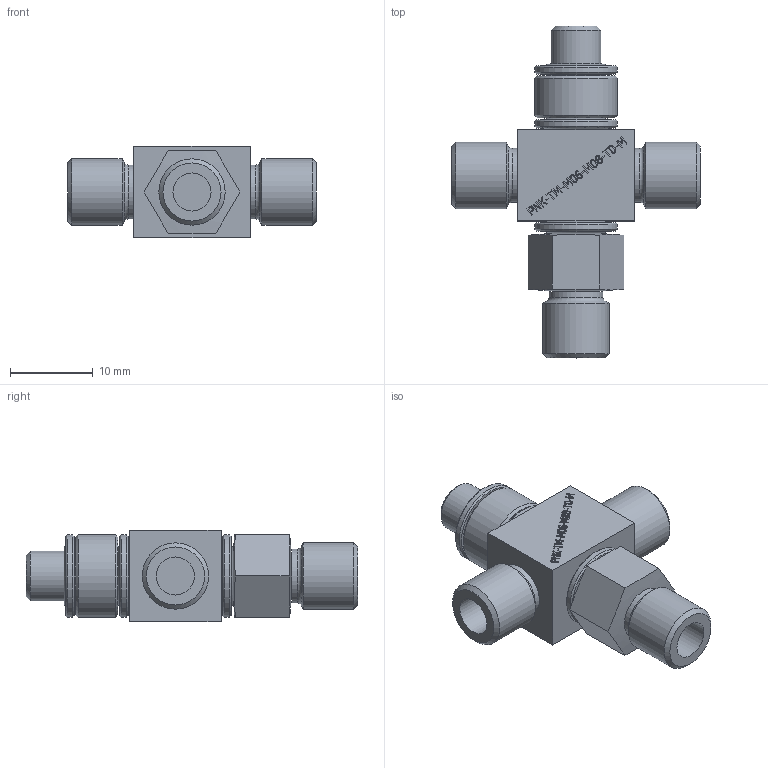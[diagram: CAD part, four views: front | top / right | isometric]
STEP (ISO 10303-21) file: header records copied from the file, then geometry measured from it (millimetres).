
FILE_DESCRIPTION(/* description */ (''),/* implementation_level */ '2;1');
FILE_NAME(/* name */ 'PNK-TM-M06-M08-T0-M.stp',/* time_stamp */ '2025-02-11T10:31:26-03:00',/* author */ ('Jefferson'),/* organization */ (''),/* preprocessor_version */ 'ST-DEVELOPER v19',/* originating_system */ 'Autodesk Inventor 2023',/* authorisation */ '');
FILE_SCHEMA (('AUTOMOTIVE_DESIGN { 1 0 10303 214 3 1 1 }'));
Length unit declared in the file: millimetre
Products named in the file (3): PNK-TM-M06-M08-T0-M; PNK-TM-M06-M08-T0-M_1; PNK-M06-AV
Assembly tree (4 placements, depth 2):
  PNK-TM-M06-M08-T0-M
    PNK-TM-M06-M08-T0-M_1
    PNK-M06-AV  x3
Bounding box: 30 x 40 x 11 mm (x, y, z)
Volume: 4019.8 mm3; surface area: 3041.7 mm2
Topology: 6 solids, 6 shells, 316 faces, 781 edges, 516 vertices
Faces by surface type: plane 183, bspline 84, cylinder 25, cone 21, torus 3
Full cylindrical faces by diameter (mm): 4.6 x3, 5.6 x3, 6 x3, 6.5 x3, 6.7 x6, 8 x3, 10 x4
Entity records: 9333 total; most frequent: CARTESIAN_POINT 2706, ORIENTED_EDGE 1470, DIRECTION 1052, EDGE_CURVE 735, LINE 496, VECTOR 496, VERTEX_POINT 488, EDGE_LOOP 331
